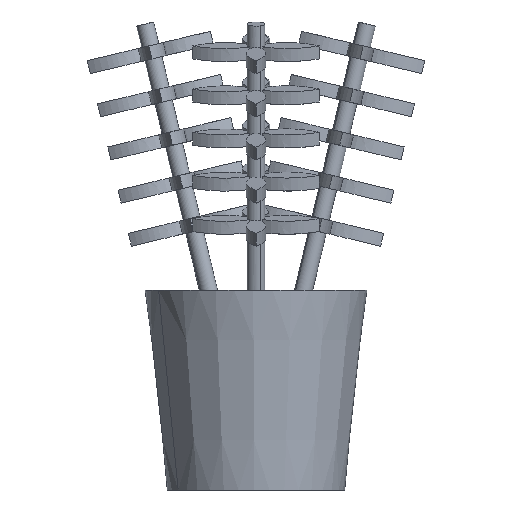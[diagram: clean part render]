
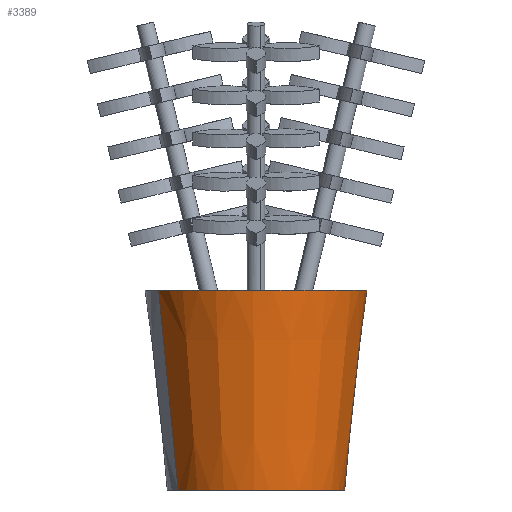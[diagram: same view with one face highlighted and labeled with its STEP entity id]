
A CAD part, left-side view. The second image highlights one B-rep face of the part: STEP entity #3389.
In plain terms, the highlighted conical face has half-angle 6.34 degrees and reference radius 20 mm.
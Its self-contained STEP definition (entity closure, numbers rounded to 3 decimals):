
#1746=AXIS2_PLACEMENT_3D('Circle Axis2P3D',#1744,#1745,$) ;
#3342=AXIS2_PLACEMENT_3D('Cone Axis2P3D',#3339,#3340,#3341) ;
#3380=AXIS2_PLACEMENT_3D('Circle Axis2P3D',#3378,#3379,$) ;
#1739=CARTESIAN_POINT('Vertex',(11.986,-21.94,45.)) ;
#1741=CARTESIAN_POINT('Vertex',(-11.986,21.94,45.)) ;
#1744=CARTESIAN_POINT('Axis2P3D Location',(0.,0.,45.)) ;
#3339=CARTESIAN_POINT('Axis2P3D Location',(0.,0.,0.)) ;
#3344=CARTESIAN_POINT('Line Origine',(-10.787,19.746,22.5)) ;
#3348=CARTESIAN_POINT('Vertex',(-9.589,17.552,0.)) ;
#3351=CARTESIAN_POINT('Line Origine',(10.787,-19.746,22.5)) ;
#3355=CARTESIAN_POINT('Vertex',(9.589,-17.552,0.)) ;
#3378=CARTESIAN_POINT('Axis2P3D Location',(0.,0.,0.)) ;
#1745=DIRECTION('Axis2P3D Direction',(0.,0.,1.)) ;
#3340=DIRECTION('Axis2P3D Direction',(0.,0.,1.)) ;
#3341=DIRECTION('Axis2P3D XDirection',(-0.479,0.878,0.)) ;
#3345=DIRECTION('Vector Direction',(-0.053,0.097,0.994)) ;
#3352=DIRECTION('Vector Direction',(0.053,-0.097,0.994)) ;
#3379=DIRECTION('Axis2P3D Direction',(0.,0.,1.)) ;
#3346=VECTOR('Line Direction',#3345,1.) ;
#3353=VECTOR('Line Direction',#3352,1.) ;
#3384=ORIENTED_EDGE('',*,*,#3357,.T.) ;
#3385=ORIENTED_EDGE('',*,*,#1748,.F.) ;
#3386=ORIENTED_EDGE('',*,*,#3350,.F.) ;
#3387=ORIENTED_EDGE('',*,*,#3382,.T.) ;
#3389=ADVANCED_FACE('Corps principal',(#3388),#3343,.T.) ;
#1747=CIRCLE('generated circle',#1746,25.) ;
#3381=CIRCLE('generated circle',#3380,20.) ;
#3343=CONICAL_SURFACE('Cone',#3342,20.,0.111) ;
#1748=EDGE_CURVE('',#1742,#1740,#1747,.T.) ;
#3350=EDGE_CURVE('',#3349,#1742,#3347,.T.) ;
#3357=EDGE_CURVE('',#3356,#1740,#3354,.T.) ;
#3382=EDGE_CURVE('',#3349,#3356,#3381,.T.) ;
#3383=EDGE_LOOP('',(#3384,#3385,#3386,#3387)) ;
#3388=FACE_OUTER_BOUND('',#3383,.T.) ;
#3347=LINE('Line',#3344,#3346) ;
#3354=LINE('Line',#3351,#3353) ;
#1740=VERTEX_POINT('',#1739) ;
#1742=VERTEX_POINT('',#1741) ;
#3349=VERTEX_POINT('',#3348) ;
#3356=VERTEX_POINT('',#3355) ;
